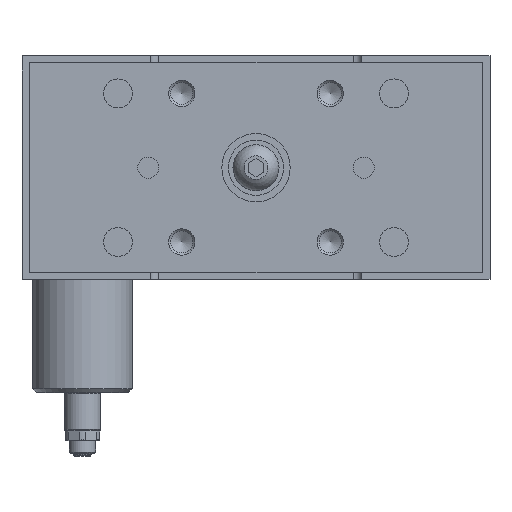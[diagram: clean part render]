
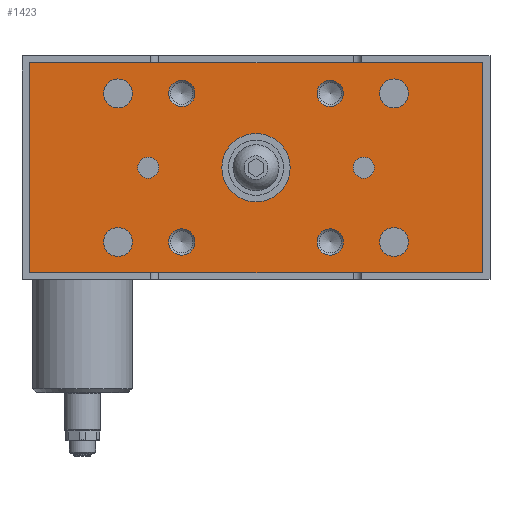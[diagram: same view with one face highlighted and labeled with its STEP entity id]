
A CAD part, left-side view. The second image highlights one B-rep face of the part: STEP entity #1423.
In plain terms, the highlighted planar face has unit normal (-1, 0, 0).
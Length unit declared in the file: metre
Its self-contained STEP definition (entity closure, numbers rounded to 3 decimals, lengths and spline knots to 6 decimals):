
#1423 = ADVANCED_FACE( '', ( #3150, #3151, #3152, #3153, #3154, #3155, #3156, #3157, #3158, #3159, #3160, #3161 ), #3162, .F. );
#3150 = FACE_BOUND( '', #4950, .T. );
#3151 = FACE_BOUND( '', #4951, .T. );
#3152 = FACE_BOUND( '', #4952, .T. );
#3153 = FACE_BOUND( '', #4953, .T. );
#3154 = FACE_BOUND( '', #4954, .T. );
#3155 = FACE_BOUND( '', #4955, .T. );
#3156 = FACE_BOUND( '', #4956, .T. );
#3157 = FACE_BOUND( '', #4957, .T. );
#3158 = FACE_BOUND( '', #4958, .T. );
#3159 = FACE_BOUND( '', #4959, .T. );
#3160 = FACE_BOUND( '', #4960, .T. );
#3161 = FACE_OUTER_BOUND( '', #4961, .T. );
#3162 = PLANE( '', #4962 );
#4950 = EDGE_LOOP( '', ( #8563 ) );
#4951 = EDGE_LOOP( '', ( #8564 ) );
#4952 = EDGE_LOOP( '', ( #8565 ) );
#4953 = EDGE_LOOP( '', ( #8566 ) );
#4954 = EDGE_LOOP( '', ( #8567 ) );
#4955 = EDGE_LOOP( '', ( #8568 ) );
#4956 = EDGE_LOOP( '', ( #8569 ) );
#4957 = EDGE_LOOP( '', ( #8570 ) );
#4958 = EDGE_LOOP( '', ( #8571 ) );
#4959 = EDGE_LOOP( '', ( #8572 ) );
#4960 = EDGE_LOOP( '', ( #8573 ) );
#4961 = EDGE_LOOP( '', ( #8574, #8575, #8576, #8577 ) );
#4962 = AXIS2_PLACEMENT_3D( '', #8578, #8579, #8580 );
#8563 = ORIENTED_EDGE( '', *, *, #9508, .T. );
#8564 = ORIENTED_EDGE( '', *, *, #9610, .T. );
#8565 = ORIENTED_EDGE( '', *, *, #9765, .F. );
#8566 = ORIENTED_EDGE( '', *, *, #9964, .F. );
#8567 = ORIENTED_EDGE( '', *, *, #10215, .T. );
#8568 = ORIENTED_EDGE( '', *, *, #8932, .T. );
#8569 = ORIENTED_EDGE( '', *, *, #10080, .T. );
#8570 = ORIENTED_EDGE( '', *, *, #10151, .T. );
#8571 = ORIENTED_EDGE( '', *, *, #10085, .T. );
#8572 = ORIENTED_EDGE( '', *, *, #9972, .T. );
#8573 = ORIENTED_EDGE( '', *, *, #9483, .T. );
#8574 = ORIENTED_EDGE( '', *, *, #9690, .T. );
#8575 = ORIENTED_EDGE( '', *, *, #10104, .T. );
#8576 = ORIENTED_EDGE( '', *, *, #9386, .T. );
#8577 = ORIENTED_EDGE( '', *, *, #10039, .T. );
#8578 = CARTESIAN_POINT( '', ( -0.037, 0.086, -0.0025 ) );
#8579 = DIRECTION( '', ( 1., 0., 0. ) );
#8580 = DIRECTION( '', ( 0., 0., 1. ) );
#8932 = EDGE_CURVE( '', #10376, #10376, #10377, .T. );
#9386 = EDGE_CURVE( '', #11118, #11116, #11119, .T. );
#9483 = EDGE_CURVE( '', #11263, #11263, #11264, .T. );
#9508 = EDGE_CURVE( '', #11295, #11295, #11296, .T. );
#9610 = EDGE_CURVE( '', #11451, #11451, #11452, .T. );
#9690 = EDGE_CURVE( '', #11570, #11568, #11571, .T. );
#9765 = EDGE_CURVE( '', #11679, #11679, #11680, .T. );
#9964 = EDGE_CURVE( '', #11947, #11947, #11948, .T. );
#9972 = EDGE_CURVE( '', #11959, #11959, #11960, .T. );
#10039 = EDGE_CURVE( '', #11116, #11570, #12043, .T. );
#10080 = EDGE_CURVE( '', #12092, #12092, #12093, .T. );
#10085 = EDGE_CURVE( '', #12099, #12099, #12100, .T. );
#10104 = EDGE_CURVE( '', #11568, #11118, #12124, .T. );
#10151 = EDGE_CURVE( '', #12182, #12182, #12183, .T. );
#10215 = EDGE_CURVE( '', #12253, #12253, #12254, .T. );
#10376 = VERTEX_POINT( '', #12466 );
#10377 = CIRCLE( '', #12467, 0.0055 );
#11116 = VERTEX_POINT( '', #13747 );
#11118 = VERTEX_POINT( '', #13750 );
#11119 = LINE( '', #13751, #13752 );
#11263 = VERTEX_POINT( '', #14019 );
#11264 = CIRCLE( '', #14020, 0.004 );
#11295 = VERTEX_POINT( '', #14088 );
#11296 = CIRCLE( '', #14089, 0.013 );
#11451 = VERTEX_POINT( '', #14317 );
#11452 = CIRCLE( '', #14318, 0.005 );
#11568 = VERTEX_POINT( '', #14488 );
#11570 = VERTEX_POINT( '', #14491 );
#11571 = LINE( '', #14492, #14493 );
#11679 = VERTEX_POINT( '', #14852 );
#11680 = CIRCLE( '', #14853, 0.005 );
#11947 = VERTEX_POINT( '', #15287 );
#11948 = CIRCLE( '', #15288, 0.005 );
#11959 = VERTEX_POINT( '', #15333 );
#11960 = CIRCLE( '', #15334, 0.004 );
#12043 = LINE( '', #15460, #15461 );
#12092 = VERTEX_POINT( '', #15531 );
#12093 = CIRCLE( '', #15532, 0.0055 );
#12099 = VERTEX_POINT( '', #15538 );
#12100 = CIRCLE( '', #15539, 0.0055 );
#12124 = LINE( '', #15586, #15587 );
#12182 = VERTEX_POINT( '', #15659 );
#12183 = CIRCLE( '', #15660, 0.0055 );
#12253 = VERTEX_POINT( '', #15799 );
#12254 = CIRCLE( '', #15800, 0.005 );
#12466 = CARTESIAN_POINT( '', ( -0.037, 0.058, -0.01425 ) );
#12467 = AXIS2_PLACEMENT_3D( '', #15967, #15968, #15969 );
#13747 = CARTESIAN_POINT( '', ( -0.037, -0.086, -0.0025 ) );
#13750 = CARTESIAN_POINT( '', ( -0.037, -0.086, -0.0825 ) );
#13751 = CARTESIAN_POINT( '', ( -0.037, -0.086, -0.0825 ) );
#13752 = VECTOR( '', #16576, 1. );
#14019 = CARTESIAN_POINT( '', ( -0.037, -0.037, -0.0425 ) );
#14020 = AXIS2_PLACEMENT_3D( '', #16715, #16716, #16717 );
#14088 = CARTESIAN_POINT( '', ( -0.037, 0.013, -0.0425 ) );
#14089 = AXIS2_PLACEMENT_3D( '', #16742, #16743, #16744 );
#14317 = CARTESIAN_POINT( '', ( -0.037, 0.02325, -0.01425 ) );
#14318 = AXIS2_PLACEMENT_3D( '', #16883, #16884, #16885 );
#14488 = CARTESIAN_POINT( '', ( -0.037, 0.086, -0.0825 ) );
#14491 = CARTESIAN_POINT( '', ( -0.037, 0.086, -0.0025 ) );
#14492 = CARTESIAN_POINT( '', ( -0.037, 0.086, -0.0025 ) );
#14493 = VECTOR( '', #16983, 1. );
#14852 = CARTESIAN_POINT( '', ( -0.037, -0.02325, -0.01425 ) );
#14853 = AXIS2_PLACEMENT_3D( '', #17080, #17081, #17082 );
#15287 = CARTESIAN_POINT( '', ( -0.037, 0.02325, -0.07075 ) );
#15288 = AXIS2_PLACEMENT_3D( '', #17307, #17308, #17309 );
#15333 = CARTESIAN_POINT( '', ( -0.037, 0.045, -0.0425 ) );
#15334 = AXIS2_PLACEMENT_3D( '', #17317, #17318, #17319 );
#15460 = CARTESIAN_POINT( '', ( -0.037, -0.086, -0.0025 ) );
#15461 = VECTOR( '', #17379, 1. );
#15531 = CARTESIAN_POINT( '', ( -0.037, -0.047, -0.01425 ) );
#15532 = AXIS2_PLACEMENT_3D( '', #17430, #17431, #17432 );
#15538 = CARTESIAN_POINT( '', ( -0.037, -0.047, -0.07075 ) );
#15539 = AXIS2_PLACEMENT_3D( '', #17436, #17437, #17438 );
#15586 = CARTESIAN_POINT( '', ( -0.037, 0.086, -0.0825 ) );
#15587 = VECTOR( '', #17455, 1. );
#15659 = CARTESIAN_POINT( '', ( -0.037, 0.058, -0.07075 ) );
#15660 = AXIS2_PLACEMENT_3D( '', #17489, #17490, #17491 );
#15799 = CARTESIAN_POINT( '', ( -0.037, -0.02325, -0.07075 ) );
#15800 = AXIS2_PLACEMENT_3D( '', #17522, #17523, #17524 );
#15967 = CARTESIAN_POINT( '', ( -0.037, 0.0525, -0.01425 ) );
#15968 = DIRECTION( '', ( 1., 0., 0. ) );
#15969 = DIRECTION( '', ( 0., 1., 0. ) );
#16576 = DIRECTION( '', ( 0., 0., 1. ) );
#16715 = CARTESIAN_POINT( '', ( -0.037, -0.041, -0.0425 ) );
#16716 = DIRECTION( '', ( 1., 0., 0. ) );
#16717 = DIRECTION( '', ( 0., 1., 0. ) );
#16742 = CARTESIAN_POINT( '', ( -0.037, 0., -0.0425 ) );
#16743 = DIRECTION( '', ( 1., 0., 0. ) );
#16744 = DIRECTION( '', ( 0., 1., 0. ) );
#16883 = CARTESIAN_POINT( '', ( -0.037, 0.02825, -0.01425 ) );
#16884 = DIRECTION( '', ( 1., 0., 0. ) );
#16885 = DIRECTION( '', ( 0., -1., 0. ) );
#16983 = DIRECTION( '', ( 0., 0., -1. ) );
#17080 = CARTESIAN_POINT( '', ( -0.037, -0.02825, -0.01425 ) );
#17081 = DIRECTION( '', ( -1., 0., 0. ) );
#17082 = DIRECTION( '', ( 0., 1., 0. ) );
#17307 = CARTESIAN_POINT( '', ( -0.037, 0.02825, -0.07075 ) );
#17308 = DIRECTION( '', ( -1., 0., 0. ) );
#17309 = DIRECTION( '', ( 0., -1., 0. ) );
#17317 = CARTESIAN_POINT( '', ( -0.037, 0.041, -0.0425 ) );
#17318 = DIRECTION( '', ( 1., 0., 0. ) );
#17319 = DIRECTION( '', ( 0., 1., 0. ) );
#17379 = DIRECTION( '', ( 0., 1., 0. ) );
#17430 = CARTESIAN_POINT( '', ( -0.037, -0.0525, -0.01425 ) );
#17431 = DIRECTION( '', ( 1., 0., 0. ) );
#17432 = DIRECTION( '', ( 0., 1., 0. ) );
#17436 = CARTESIAN_POINT( '', ( -0.037, -0.0525, -0.07075 ) );
#17437 = DIRECTION( '', ( 1., 0., 0. ) );
#17438 = DIRECTION( '', ( 0., 1., 0. ) );
#17455 = DIRECTION( '', ( 0., -1., 0. ) );
#17489 = CARTESIAN_POINT( '', ( -0.037, 0.0525, -0.07075 ) );
#17490 = DIRECTION( '', ( 1., 0., 0. ) );
#17491 = DIRECTION( '', ( 0., 1., 0. ) );
#17522 = CARTESIAN_POINT( '', ( -0.037, -0.02825, -0.07075 ) );
#17523 = DIRECTION( '', ( 1., 0., 0. ) );
#17524 = DIRECTION( '', ( 0., 1., 0. ) );
